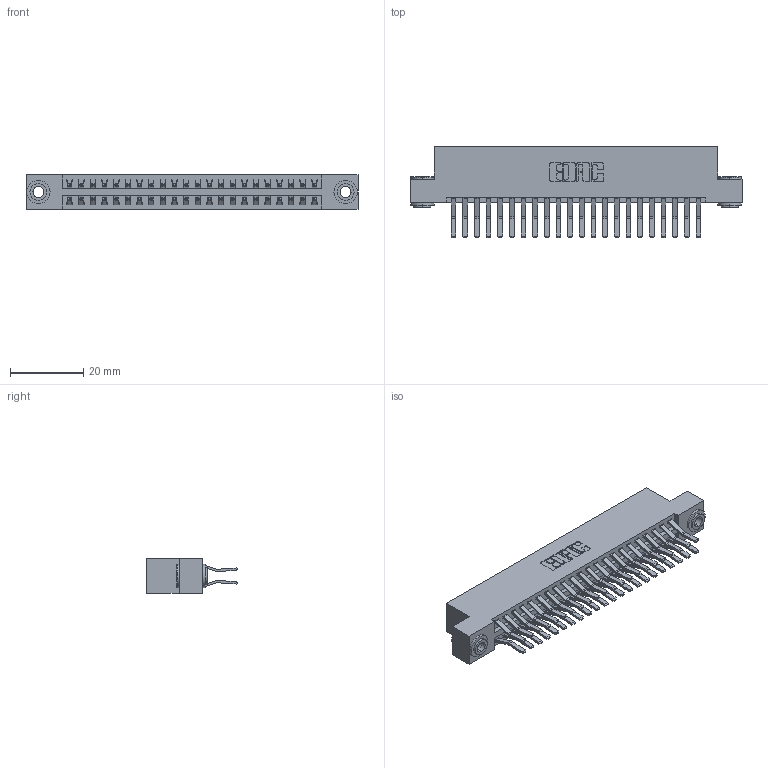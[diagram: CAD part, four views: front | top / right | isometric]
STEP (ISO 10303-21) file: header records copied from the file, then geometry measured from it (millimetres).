
FILE_DESCRIPTION (( 'STEP AP203' ), '1' );
FILE_NAME ('346-044-560-203.STEP', '2022-05-20T08:32:03', ( '' ), ( '' ), 'SwSTEP 2.0', 'SolidWorks 2020', '' );
FILE_SCHEMA (( 'CONFIG_CONTROL_DESIGN' ));
Length unit declared in the file: inch
Products named in the file (4): 345-292-001_560 Tail; 345-250-002_345-250-002-102; 346 Part_Flush Mounting Lugs - 0.156 Dia-TH; 346-044-560-203
Assembly tree (47 placements, depth 2):
  346-044-560-203
    346 Part_Flush Mounting Lugs - 0.156 Dia-TH
    345-292-001_560 Tail  x44
    345-250-002_345-250-002-102  x2
Bounding box: 90.42 x 24.78 x 9.4 mm (x, y, z)
Volume: 8951.8 mm3; surface area: 13008.7 mm2
Topology: 47 solids, 47 shells, 2550 faces, 7525 edges, 4954 vertices
Faces by surface type: plane 1640, cylinder 902, cone 8
Entity records: 18204 total; most frequent: CARTESIAN_POINT 3009, ORIENTED_EDGE 2934, DIRECTION 2737, EDGE_CURVE 1467, LINE 1219, VECTOR 1219, VERTEX_POINT 974, AXIS2_PLACEMENT_3D 759
